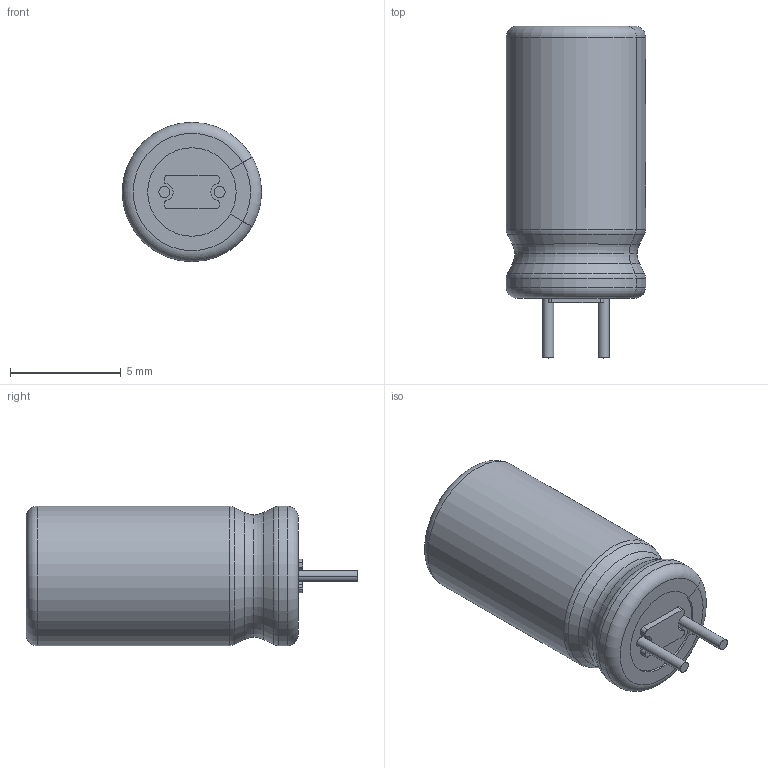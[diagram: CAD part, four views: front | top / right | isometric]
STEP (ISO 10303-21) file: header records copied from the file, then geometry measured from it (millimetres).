
FILE_DESCRIPTION (( 'STEP AP214' ), '1' );
FILE_NAME ('User Library-EC6.3x11x2.5.STEP', '2016-09-07T07:57:59', ( 'Windows User' ), ( '' ), 'SwSTEP 2.0', 'SolidWorks 2016', '' );
FILE_SCHEMA (( 'AUTOMOTIVE_DESIGN' ));
Length unit declared in the file: millimetre
Products named in the file (1): User Library-EC6.3x11x2.5
Bounding box: 6.31 x 15 x 6.3 mm (x, y, z)
Volume: 248.7 mm3; surface area: 542 mm2
Topology: 4 solids, 4 shells, 99 faces, 245 edges, 158 vertices
Faces by surface type: plane 56, cylinder 27, torus 12, cone 4
Entity records: 3466 total; most frequent: DIRECTION 544, CARTESIAN_POINT 515, ORIENTED_EDGE 490, EDGE_CURVE 245, AXIS2_PLACEMENT_3D 203, VERTEX_POINT 158, VECTOR 138, LINE 138
